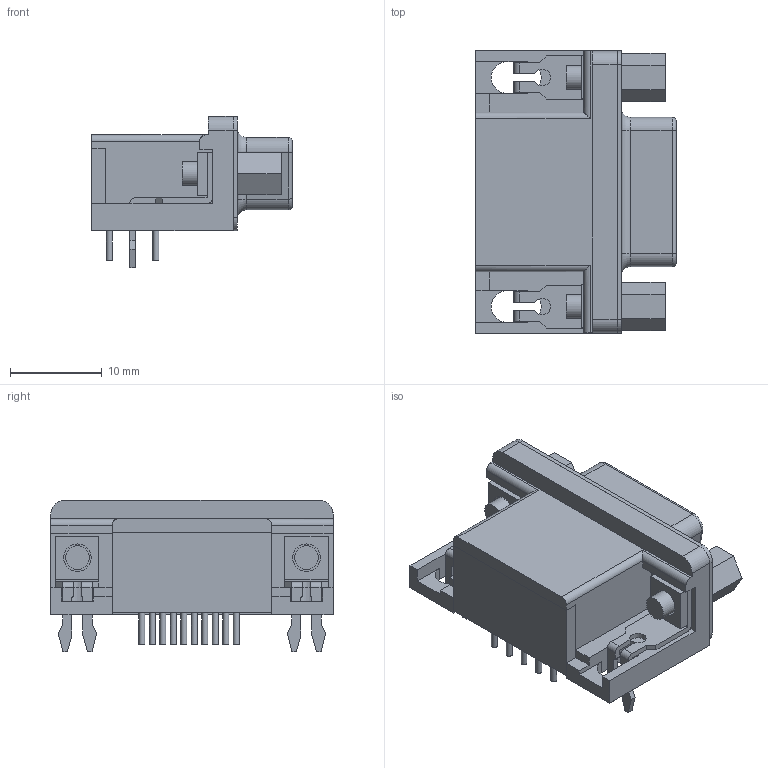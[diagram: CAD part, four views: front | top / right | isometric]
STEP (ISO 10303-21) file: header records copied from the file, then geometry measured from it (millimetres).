
FILE_DESCRIPTION(/* description */ ('Unknown'),/* implementation_level */ '2;1');
FILE_NAME(/* name */ 'J_Wurth_WR-DSUB_618015330923',/* time_stamp */ '2025-07-17T10:28:23+08:00',/* author */ ('Unknown'),/* organization */ ('Unknown'),/* preprocessor_version */ 'ST-DEVELOPER v19.4',/* originating_system */ 'Solid Edge',/* authorisation */ 'Unknown');
FILE_SCHEMA (('AUTOMOTIVE_DESIGN {1 0 10303 214 3 1 1}'));
Products named in the file (2): J_Wurth_WR-DSUB_618015330923
Assembly tree (1 placements, depth 2):
  J_Wurth_WR-DSUB_618015330923
    J_Wurth_WR-DSUB_618015330923
Bounding box: 21.9 x 30.8 x 16.5 mm (x, y, z)
Volume: 3914.9 mm3; surface area: 9075.7 mm2
Topology: 24 solids, 24 shells, 2236 faces, 5742 edges, 3572 vertices
Faces by surface type: plane 1287, cylinder 404, cone 199, bspline 180, torus 166
Full cylindrical faces by diameter (mm): 0.7 x15, 1.4 x15, 2.2 x2, 2.6 x2, 3 x2, 4 x8
Entity records: 74600 total; most frequent: CARTESIAN_POINT 21211, ORIENTED_EDGE 11296, DIRECTION 10436, EDGE_CURVE 5648, VERTEX_POINT 3545, LINE 3506, VECTOR 3506, AXIS2_PLACEMENT_3D 3465
